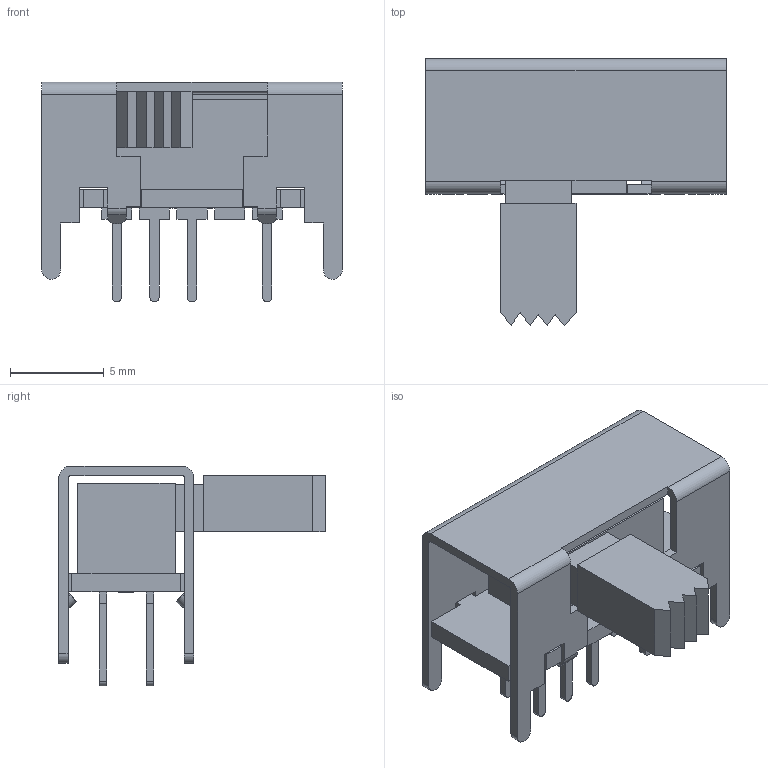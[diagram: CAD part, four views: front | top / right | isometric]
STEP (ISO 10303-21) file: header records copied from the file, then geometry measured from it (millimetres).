
FILE_DESCRIPTION((''),'2;1');
FILE_NAME('290','2021-09-21T16:46:30',('Administrator'),(''),'CREO PARAMETRIC BY PTC INC, 2016510','CREO PARAMETRIC BY PTC INC, 2016510','');
FILE_SCHEMA(('CONFIG_CONTROL_DESIGN','GEOMETRIC_VALIDATION_PROPERTIES_MIM'));
Length unit declared in the file: millimetre
Products named in the file (1): 290
Bounding box: 16 x 14.2 x 11.7 mm (x, y, z)
Volume: 532.1 mm3; surface area: 1188.5 mm2
Topology: 2 solids, 2 shells, 325 faces, 906 edges, 604 vertices
Faces by surface type: plane 289, cylinder 36
Entity records: 12670 total; most frequent: CARTESIAN_POINT 1837, ORIENTED_EDGE 1812, DIRECTION 1628, EDGE_CURVE 906, VECTOR 834, LINE 834, VERTEX_POINT 604, AXIS2_PLACEMENT_3D 397
